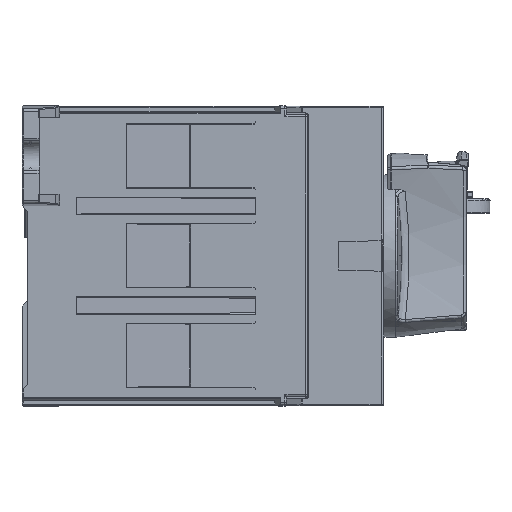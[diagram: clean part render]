
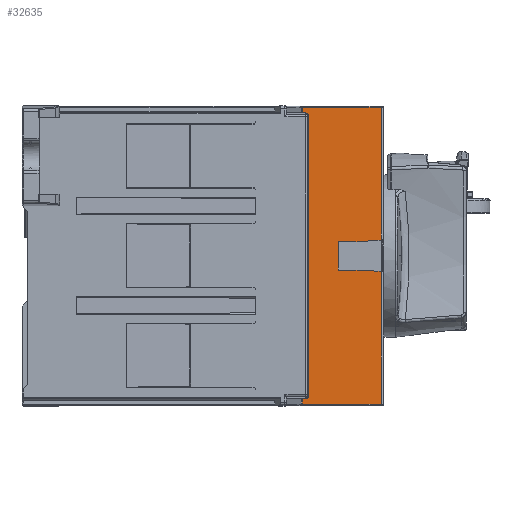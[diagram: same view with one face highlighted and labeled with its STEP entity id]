
A CAD part, top view. The second image highlights one B-rep face of the part: STEP entity #32635.
In plain terms, the highlighted face is planar.
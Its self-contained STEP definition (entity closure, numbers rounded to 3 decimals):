
#385 = LINE ( 'NONE', #29110, #16480 ) ;
#1537 = ORIENTED_EDGE ( 'NONE', *, *, #40984, .T. ) ;
#1781 = DIRECTION ( 'NONE',  ( 1., 0., 0. ) ) ;
#2243 = CARTESIAN_POINT ( 'NONE',  ( -26.845, -60.4, 9.383 ) ) ;
#3542 = AXIS2_PLACEMENT_3D ( 'NONE', #19494, #89019, #54285 ) ;
#3588 = CARTESIAN_POINT ( 'NONE',  ( -50.395, -60.4, 3.051 ) ) ;
#8035 = VECTOR ( 'NONE', #51532, 1000. ) ;
#8258 = LINE ( 'NONE', #2243, #50845 ) ;
#8967 = VERTEX_POINT ( 'NONE', #72394 ) ;
#11152 = DIRECTION ( 'NONE',  ( 1., 0., 0. ) ) ;
#11571 = CARTESIAN_POINT ( 'NONE',  ( -21.845, -60.4, 13.383 ) ) ;
#11635 = DIRECTION ( 'NONE',  ( -1., 0., 0. ) ) ;
#12000 = ORIENTED_EDGE ( 'NONE', *, *, #33640, .T. ) ;
#12444 = CARTESIAN_POINT ( 'NONE',  ( 1.705, -60.4, 16.883 ) ) ;
#12510 = CARTESIAN_POINT ( 'NONE',  ( -26.845, -60.4, 13.383 ) ) ;
#13049 = VERTEX_POINT ( 'NONE', #11571 ) ;
#14731 = EDGE_CURVE ( 'NONE', #22132, #25945, #8258, .T. ) ;
#15882 = ORIENTED_EDGE ( 'NONE', *, *, #29891, .T. ) ;
#16480 = VECTOR ( 'NONE', #84719, 1000. ) ;
#16903 = LINE ( 'NONE', #88244, #26833 ) ;
#18003 = DIRECTION ( 'NONE',  ( 1., 0., 0. ) ) ;
#19214 = DIRECTION ( 'NONE',  ( 1., 0., 0. ) ) ;
#19494 = CARTESIAN_POINT ( 'NONE',  ( -50.595, -60.4, 17.383 ) ) ;
#20125 = LINE ( 'NONE', #68317, #85391 ) ;
#21031 = CARTESIAN_POINT ( 'NONE',  ( -49.395, -60.4, 3.051 ) ) ;
#22132 = VERTEX_POINT ( 'NONE', #48843 ) ;
#22392 = LINE ( 'NONE', #51635, #54981 ) ;
#23297 = EDGE_CURVE ( 'NONE', #74054, #90503, #77487, .T. ) ;
#23603 = ORIENTED_EDGE ( 'NONE', *, *, #30989, .T. ) ;
#23626 = LINE ( 'NONE', #54984, #48427 ) ;
#23826 = LINE ( 'NONE', #52123, #79258 ) ;
#24306 = AXIS2_PLACEMENT_3D ( 'NONE', #55466, #48563, #76697 ) ;
#25685 = VERTEX_POINT ( 'NONE', #44082 ) ;
#25945 = VERTEX_POINT ( 'NONE', #91219 ) ;
#26833 = VECTOR ( 'NONE', #67361, 1000. ) ;
#26873 = DIRECTION ( 'NONE',  ( -0.075, 0., 0.997 ) ) ;
#26911 = DIRECTION ( 'NONE',  ( 0., 1., 0. ) ) ;
#28250 = AXIS2_PLACEMENT_3D ( 'NONE', #62142, #26911, #11635 ) ;
#28907 = DIRECTION ( 'NONE',  ( 1., 0., 0. ) ) ;
#28941 = ORIENTED_EDGE ( 'NONE', *, *, #14731, .F. ) ;
#29110 = CARTESIAN_POINT ( 'NONE',  ( -21.845, -60.4, 13.383 ) ) ;
#29891 = EDGE_CURVE ( 'NONE', #33303, #81092, #57888, .T. ) ;
#30989 = EDGE_CURVE ( 'NONE', #8967, #51898, #56501, .T. ) ;
#32635 = ADVANCED_FACE ( 'NONE', ( #39969 ), #68132, .F. ) ;
#33303 = VERTEX_POINT ( 'NONE', #84660 ) ;
#33525 = EDGE_CURVE ( 'NONE', #84381, #84578, #34994, .T. ) ;
#33640 = EDGE_CURVE ( 'NONE', #81092, #74054, #23826, .T. ) ;
#34994 = LINE ( 'NONE', #57191, #55579 ) ;
#35418 = DIRECTION ( 'NONE',  ( 0., 0., -1. ) ) ;
#35486 = ORIENTED_EDGE ( 'NONE', *, *, #43660, .F. ) ;
#39969 = FACE_OUTER_BOUND ( 'NONE', #53046, .T. ) ;
#40766 = LINE ( 'NONE', #3588, #45166 ) ;
#40984 = EDGE_CURVE ( 'NONE', #82812, #33303, #23626, .T. ) ;
#43388 = DIRECTION ( 'NONE',  ( 0., 0., -1. ) ) ;
#43660 = EDGE_CURVE ( 'NONE', #84381, #51898, #22392, .T. ) ;
#44082 = CARTESIAN_POINT ( 'NONE',  ( 1.705, -60.4, 3.051 ) ) ;
#45166 = VECTOR ( 'NONE', #18003, 1000. ) ;
#45189 = CARTESIAN_POINT ( 'NONE',  ( -50.395, -60.4, 16.883 ) ) ;
#46287 = ORIENTED_EDGE ( 'NONE', *, *, #23297, .T. ) ;
#46886 = EDGE_CURVE ( 'NONE', #49962, #13049, #64107, .T. ) ;
#48427 = VECTOR ( 'NONE', #81042, 1000. ) ;
#48563 = DIRECTION ( 'NONE',  ( 0., 1., 0. ) ) ;
#48843 = CARTESIAN_POINT ( 'NONE',  ( -26.845, -60.4, 9.383 ) ) ;
#49962 = VERTEX_POINT ( 'NONE', #76265 ) ;
#50138 = EDGE_CURVE ( 'NONE', #51827, #25685, #20125, .T. ) ;
#50845 = VECTOR ( 'NONE', #1781, 1000. ) ;
#51532 = DIRECTION ( 'NONE',  ( 0., 0., 1. ) ) ;
#51635 = CARTESIAN_POINT ( 'NONE',  ( -50.395, -60.4, 16.883 ) ) ;
#51827 = VERTEX_POINT ( 'NONE', #79662 ) ;
#51898 = VERTEX_POINT ( 'NONE', #61171 ) ;
#52123 = CARTESIAN_POINT ( 'NONE',  ( -48.995, -60.4, 4.083 ) ) ;
#53046 = EDGE_LOOP ( 'NONE', ( #23603, #35486, #75923, #76172, #1537, #15882, #12000, #46287, #53528, #62898, #58418, #88764, #56645, #55320, #28941, #63467 ) ) ;
#53528 = ORIENTED_EDGE ( 'NONE', *, *, #74095, .T. ) ;
#54194 = VERTEX_POINT ( 'NONE', #12444 ) ;
#54285 = DIRECTION ( 'NONE',  ( 1., 0., 0. ) ) ;
#54981 = VECTOR ( 'NONE', #28907, 1000. ) ;
#54984 = CARTESIAN_POINT ( 'NONE',  ( -49.395, -60.4, 3.051 ) ) ;
#55320 = ORIENTED_EDGE ( 'NONE', *, *, #75573, .T. ) ;
#55466 = CARTESIAN_POINT ( 'NONE',  ( 0.305, -60.4, 3.683 ) ) ;
#55579 = VECTOR ( 'NONE', #43388, 1000. ) ;
#56228 = CARTESIAN_POINT ( 'NONE',  ( -21.583, -60.4, 16.883 ) ) ;
#56501 = LINE ( 'NONE', #12510, #64058 ) ;
#56645 = ORIENTED_EDGE ( 'NONE', *, *, #46886, .T. ) ;
#57191 = CARTESIAN_POINT ( 'NONE',  ( -50.395, -60.4, 16.883 ) ) ;
#57617 = CARTESIAN_POINT ( 'NONE',  ( -26.845, -60.4, 13.383 ) ) ;
#57677 = CARTESIAN_POINT ( 'NONE',  ( 0.305, -60.4, 4.083 ) ) ;
#57816 = EDGE_CURVE ( 'NONE', #84578, #82812, #40766, .T. ) ;
#57888 = CIRCLE ( 'NONE', #28250, 0.4 ) ;
#58418 = ORIENTED_EDGE ( 'NONE', *, *, #66662, .T. ) ;
#60752 = LINE ( 'NONE', #67210, #81791 ) ;
#61171 = CARTESIAN_POINT ( 'NONE',  ( -27.108, -60.4, 16.883 ) ) ;
#61781 = DIRECTION ( 'NONE',  ( 1., 0., 0. ) ) ;
#62142 = CARTESIAN_POINT ( 'NONE',  ( -48.995, -60.4, 3.683 ) ) ;
#62898 = ORIENTED_EDGE ( 'NONE', *, *, #50138, .T. ) ;
#63467 = ORIENTED_EDGE ( 'NONE', *, *, #83426, .F. ) ;
#64058 = VECTOR ( 'NONE', #26873, 1000. ) ;
#64107 = LINE ( 'NONE', #56228, #74810 ) ;
#66437 = CARTESIAN_POINT ( 'NONE',  ( 0.705, -60.4, 3.683 ) ) ;
#66662 = EDGE_CURVE ( 'NONE', #25685, #54194, #86216, .T. ) ;
#67210 = CARTESIAN_POINT ( 'NONE',  ( -21.583, -60.4, 16.883 ) ) ;
#67361 = DIRECTION ( 'NONE',  ( 0., 0., -1. ) ) ;
#68132 = PLANE ( 'NONE',  #3542 ) ;
#68276 = EDGE_CURVE ( 'NONE', #49962, #54194, #60752, .T. ) ;
#68317 = CARTESIAN_POINT ( 'NONE',  ( 0.705, -60.4, 3.051 ) ) ;
#71019 = LINE ( 'NONE', #57617, #75012 ) ;
#72394 = CARTESIAN_POINT ( 'NONE',  ( -26.845, -60.4, 13.383 ) ) ;
#74054 = VERTEX_POINT ( 'NONE', #57677 ) ;
#74095 = EDGE_CURVE ( 'NONE', #90503, #51827, #16903, .T. ) ;
#74810 = VECTOR ( 'NONE', #84957, 1000. ) ;
#75012 = VECTOR ( 'NONE', #35418, 1000. ) ;
#75573 = EDGE_CURVE ( 'NONE', #13049, #25945, #385, .T. ) ;
#75923 = ORIENTED_EDGE ( 'NONE', *, *, #33525, .T. ) ;
#76172 = ORIENTED_EDGE ( 'NONE', *, *, #57816, .T. ) ;
#76265 = CARTESIAN_POINT ( 'NONE',  ( -21.583, -60.4, 16.883 ) ) ;
#76697 = DIRECTION ( 'NONE',  ( 0., 0., 1. ) ) ;
#77487 = CIRCLE ( 'NONE', #24306, 0.4 ) ;
#79258 = VECTOR ( 'NONE', #61781, 1000. ) ;
#79662 = CARTESIAN_POINT ( 'NONE',  ( 0.705, -60.4, 3.051 ) ) ;
#81042 = DIRECTION ( 'NONE',  ( 0., 0., 1. ) ) ;
#81092 = VERTEX_POINT ( 'NONE', #84452 ) ;
#81791 = VECTOR ( 'NONE', #11152, 1000. ) ;
#82812 = VERTEX_POINT ( 'NONE', #21031 ) ;
#83426 = EDGE_CURVE ( 'NONE', #8967, #22132, #71019, .T. ) ;
#84381 = VERTEX_POINT ( 'NONE', #45189 ) ;
#84452 = CARTESIAN_POINT ( 'NONE',  ( -48.995, -60.4, 4.083 ) ) ;
#84578 = VERTEX_POINT ( 'NONE', #85793 ) ;
#84660 = CARTESIAN_POINT ( 'NONE',  ( -49.395, -60.4, 3.683 ) ) ;
#84719 = DIRECTION ( 'NONE',  ( 0., 0., -1. ) ) ;
#84957 = DIRECTION ( 'NONE',  ( -0.075, 0., -0.997 ) ) ;
#85391 = VECTOR ( 'NONE', #19214, 1000. ) ;
#85764 = CARTESIAN_POINT ( 'NONE',  ( 1.705, -60.4, 3.051 ) ) ;
#85793 = CARTESIAN_POINT ( 'NONE',  ( -50.395, -60.4, 3.051 ) ) ;
#86216 = LINE ( 'NONE', #85764, #8035 ) ;
#88244 = CARTESIAN_POINT ( 'NONE',  ( 0.705, -60.4, 3.683 ) ) ;
#88764 = ORIENTED_EDGE ( 'NONE', *, *, #68276, .F. ) ;
#89019 = DIRECTION ( 'NONE',  ( 0., 1., 0. ) ) ;
#90503 = VERTEX_POINT ( 'NONE', #66437 ) ;
#91219 = CARTESIAN_POINT ( 'NONE',  ( -21.845, -60.4, 9.383 ) ) ;
